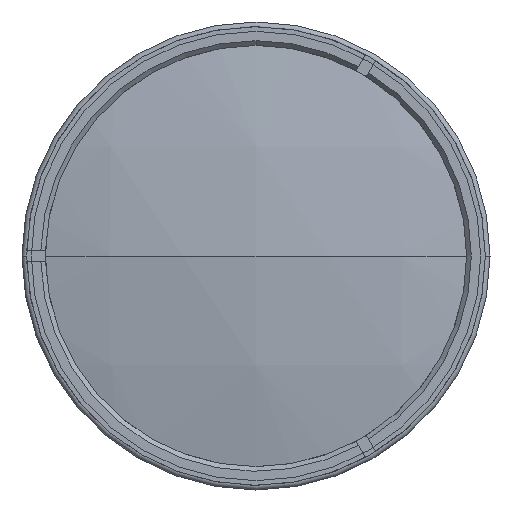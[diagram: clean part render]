
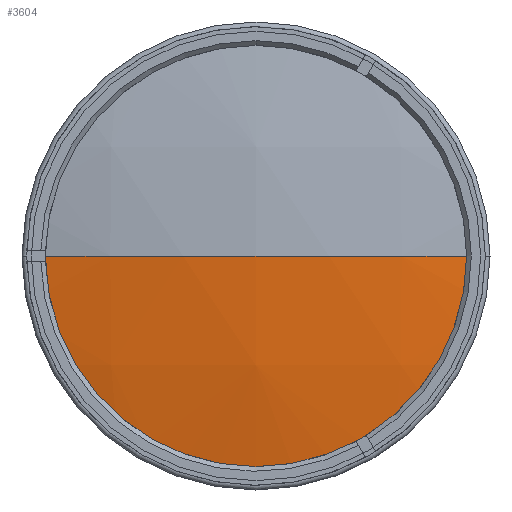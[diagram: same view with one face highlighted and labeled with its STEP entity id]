
A CAD part, left-side view. The second image highlights one B-rep face of the part: STEP entity #3604.
In plain terms, the highlighted spherical face has radius 224 mm.
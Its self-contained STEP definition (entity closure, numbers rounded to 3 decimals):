
#158 = VERTEX_POINT ( 'NONE', #1647 ) ;
#645 = AXIS2_PLACEMENT_3D ( 'NONE', #957, #4020, #1401 ) ;
#721 = CARTESIAN_POINT ( 'NONE',  ( 36.615, 0., 0. ) ) ;
#739 = DIRECTION ( 'NONE',  ( 0., 1., 0. ) ) ;
#809 = ORIENTED_EDGE ( 'NONE', *, *, #4954, .T. ) ;
#957 = CARTESIAN_POINT ( 'NONE',  ( 36.615, 0., 0. ) ) ;
#1015 = AXIS2_PLACEMENT_3D ( 'NONE', #4346, #1706, #4799 ) ;
#1325 = EDGE_CURVE ( 'NONE', #4482, #158, #5474, .T. ) ;
#1401 = DIRECTION ( 'NONE',  ( 0., -1., 0. ) ) ;
#1506 = DIRECTION ( 'NONE',  ( -1., 0., 0. ) ) ;
#1618 = ORIENTED_EDGE ( 'NONE', *, *, #3014, .F. ) ;
#1647 = CARTESIAN_POINT ( 'NONE',  ( -182.505, -46.5, 0. ) ) ;
#1706 = DIRECTION ( 'NONE',  ( 0., 0., -1. ) ) ;
#2081 = CARTESIAN_POINT ( 'NONE',  ( -182.505, 46.5, 0. ) ) ;
#2099 = SPHERICAL_SURFACE ( 'NONE', #5211, 224. ) ;
#2602 = ORIENTED_EDGE ( 'NONE', *, *, #1325, .T. ) ;
#2787 = CIRCLE ( 'NONE', #645, 224. ) ;
#2832 = CARTESIAN_POINT ( 'NONE',  ( -187.385, 0., 0. ) ) ;
#3014 = EDGE_CURVE ( 'NONE', #4482, #4898, #2787, .T. ) ;
#3028 = EDGE_LOOP ( 'NONE', ( #2602, #809, #1618 ) ) ;
#3305 = CIRCLE ( 'NONE', #1015, 224. ) ;
#3348 = DIRECTION ( 'NONE',  ( 0., 0., -1. ) ) ;
#3604 = ADVANCED_FACE ( 'NONE', ( #3672 ), #2099, .T. ) ;
#3672 = FACE_OUTER_BOUND ( 'NONE', #3028, .T. ) ;
#4020 = DIRECTION ( 'NONE',  ( 0., 0., 1. ) ) ;
#4132 = CARTESIAN_POINT ( 'NONE',  ( -182.505, 0., 0. ) ) ;
#4346 = CARTESIAN_POINT ( 'NONE',  ( 36.615, 0., 0. ) ) ;
#4482 = VERTEX_POINT ( 'NONE', #2081 ) ;
#4578 = DIRECTION ( 'NONE',  ( 0., 0., 1. ) ) ;
#4799 = DIRECTION ( 'NONE',  ( 0., 1., 0. ) ) ;
#4898 = VERTEX_POINT ( 'NONE', #2832 ) ;
#4923 = AXIS2_PLACEMENT_3D ( 'NONE', #4132, #1506, #4578 ) ;
#4954 = EDGE_CURVE ( 'NONE', #158, #4898, #3305, .T. ) ;
#5211 = AXIS2_PLACEMENT_3D ( 'NONE', #721, #3348, #739 ) ;
#5474 = CIRCLE ( 'NONE', #4923, 46.5 ) ;
